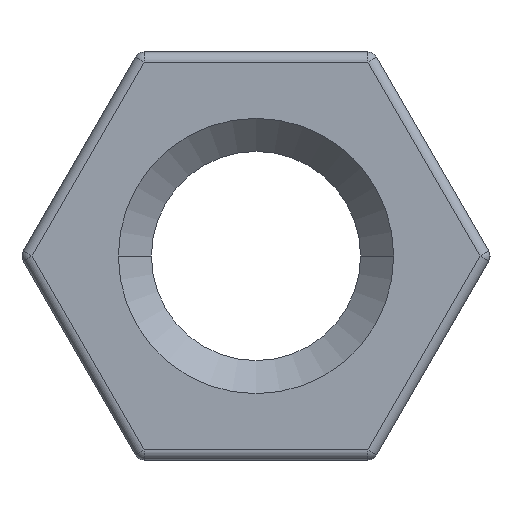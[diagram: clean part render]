
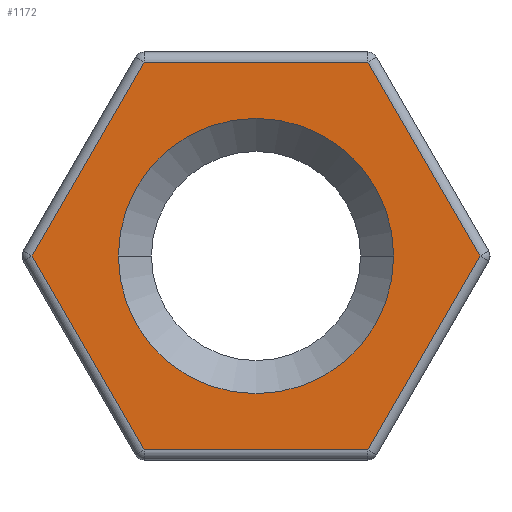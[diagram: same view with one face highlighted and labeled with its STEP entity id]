
A CAD part, left-side view. The second image highlights one B-rep face of the part: STEP entity #1172.
In plain terms, the highlighted planar face has unit normal (-1, 0, 0).
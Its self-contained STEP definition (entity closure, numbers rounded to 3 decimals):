
#51 = DIRECTION ( 'NONE',  ( 0., 1., 0. ) ) ;
#60 = CARTESIAN_POINT ( 'NONE',  ( 0., -1.097, -1.9 ) ) ;
#125 = CARTESIAN_POINT ( 'NONE',  ( 0., 1.097, 1.9 ) ) ;
#158 = EDGE_CURVE ( 'NONE', #622, #1033, #336, .T. ) ;
#160 = EDGE_CURVE ( 'NONE', #661, #675, #352, .T. ) ;
#162 = EDGE_CURVE ( 'NONE', #910, #932, #329, .T. ) ;
#175 = EDGE_CURVE ( 'NONE', #782, #622, #287, .T. ) ;
#181 = CARTESIAN_POINT ( 'NONE',  ( 0., -1.097, 1.9 ) ) ;
#182 = LINE ( 'NONE', #898, #779 ) ;
#206 = EDGE_CURVE ( 'NONE', #695, #910, #247, .T. ) ;
#211 = VECTOR ( 'NONE', #799, 1000. ) ;
#213 = EDGE_CURVE ( 'NONE', #1033, #695, #237, .T. ) ;
#220 = EDGE_CURVE ( 'NONE', #675, #661, #889, .T. ) ;
#224 = EDGE_CURVE ( 'NONE', #932, #782, #182, .T. ) ;
#237 = LINE ( 'NONE', #807, #211 ) ;
#239 = VECTOR ( 'NONE', #322, 1000. ) ;
#247 = LINE ( 'NONE', #744, #239 ) ;
#278 = VECTOR ( 'NONE', #1234, 1000. ) ;
#287 = LINE ( 'NONE', #1236, #278 ) ;
#313 = VECTOR ( 'NONE', #524, 1000. ) ;
#317 = CARTESIAN_POINT ( 'NONE',  ( 0., 2.194, 0. ) ) ;
#322 = DIRECTION ( 'NONE',  ( 0., 0.5, 0.866 ) ) ;
#329 = LINE ( 'NONE', #1223, #313 ) ;
#332 = VECTOR ( 'NONE', #1248, 1000. ) ;
#336 = LINE ( 'NONE', #1157, #332 ) ;
#352 = CIRCLE ( 'NONE', #1255, 1.35 ) ;
#360 = CARTESIAN_POINT ( 'NONE',  ( 0., -2.194, 0. ) ) ;
#369 = CARTESIAN_POINT ( 'NONE',  ( 0., 1.35, 0. ) ) ;
#388 = AXIS2_PLACEMENT_3D ( 'NONE', #1192, #1137, #51 ) ;
#394 = CARTESIAN_POINT ( 'NONE',  ( 0., 1.097, -1.9 ) ) ;
#406 = CARTESIAN_POINT ( 'NONE',  ( 0., -1.35, 0. ) ) ;
#524 = DIRECTION ( 'NONE',  ( 0., 1., 0. ) ) ;
#553 = ORIENTED_EDGE ( 'NONE', *, *, #224, .T. ) ;
#565 = EDGE_LOOP ( 'NONE', ( #585, #715, #553, #874, #1080, #680 ) ) ;
#585 = ORIENTED_EDGE ( 'NONE', *, *, #206, .T. ) ;
#590 = DIRECTION ( 'NONE',  ( 1., 0., 0. ) ) ;
#592 = CARTESIAN_POINT ( 'NONE',  ( 0., 0., 0. ) ) ;
#622 = VERTEX_POINT ( 'NONE', #394 ) ;
#661 = VERTEX_POINT ( 'NONE', #406 ) ;
#675 = VERTEX_POINT ( 'NONE', #369 ) ;
#680 = ORIENTED_EDGE ( 'NONE', *, *, #213, .T. ) ;
#695 = VERTEX_POINT ( 'NONE', #360 ) ;
#715 = ORIENTED_EDGE ( 'NONE', *, *, #162, .T. ) ;
#744 = CARTESIAN_POINT ( 'NONE',  ( 0., -1.645, 0.95 ) ) ;
#779 = VECTOR ( 'NONE', #905, 1000. ) ;
#782 = VERTEX_POINT ( 'NONE', #317 ) ;
#799 = DIRECTION ( 'NONE',  ( 0., -0.5, 0.866 ) ) ;
#807 = CARTESIAN_POINT ( 'NONE',  ( 0., -1.645, -0.95 ) ) ;
#874 = ORIENTED_EDGE ( 'NONE', *, *, #175, .T. ) ;
#889 = CIRCLE ( 'NONE', #1079, 1.35 ) ;
#896 = DIRECTION ( 'NONE',  ( 0., 1., 0. ) ) ;
#898 = CARTESIAN_POINT ( 'NONE',  ( 0., 1.645, 0.95 ) ) ;
#905 = DIRECTION ( 'NONE',  ( 0., 0.5, -0.866 ) ) ;
#910 = VERTEX_POINT ( 'NONE', #181 ) ;
#932 = VERTEX_POINT ( 'NONE', #125 ) ;
#1014 = ORIENTED_EDGE ( 'NONE', *, *, #220, .T. ) ;
#1020 = ORIENTED_EDGE ( 'NONE', *, *, #160, .T. ) ;
#1033 = VERTEX_POINT ( 'NONE', #60 ) ;
#1045 = FACE_BOUND ( 'NONE', #1195, .T. ) ;
#1079 = AXIS2_PLACEMENT_3D ( 'NONE', #592, #590, #896 ) ;
#1080 = ORIENTED_EDGE ( 'NONE', *, *, #158, .T. ) ;
#1137 = DIRECTION ( 'NONE',  ( 1., 0., 0. ) ) ;
#1141 = CARTESIAN_POINT ( 'NONE',  ( 0., 0., 0. ) ) ;
#1153 = DIRECTION ( 'NONE',  ( 0., 1., 0. ) ) ;
#1155 = DIRECTION ( 'NONE',  ( 1., 0., 0. ) ) ;
#1157 = CARTESIAN_POINT ( 'NONE',  ( 0., 0., -1.9 ) ) ;
#1172 = ADVANCED_FACE ( 'NONE', ( #1208, #1045 ), #1241, .F. ) ;
#1192 = CARTESIAN_POINT ( 'NONE',  ( 0., 0., 0. ) ) ;
#1195 = EDGE_LOOP ( 'NONE', ( #1014, #1020 ) ) ;
#1208 = FACE_OUTER_BOUND ( 'NONE', #565, .T. ) ;
#1223 = CARTESIAN_POINT ( 'NONE',  ( 0., 0., 1.9 ) ) ;
#1234 = DIRECTION ( 'NONE',  ( 0., -0.5, -0.866 ) ) ;
#1236 = CARTESIAN_POINT ( 'NONE',  ( 0., 1.645, -0.95 ) ) ;
#1241 = PLANE ( 'NONE',  #388 ) ;
#1248 = DIRECTION ( 'NONE',  ( 0., -1., 0. ) ) ;
#1255 = AXIS2_PLACEMENT_3D ( 'NONE', #1141, #1155, #1153 ) ;
